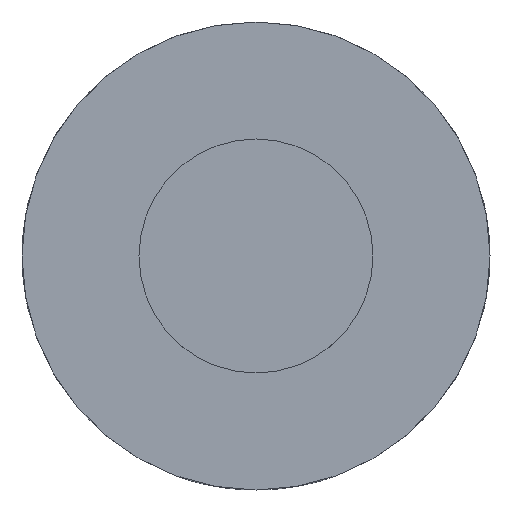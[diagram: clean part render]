
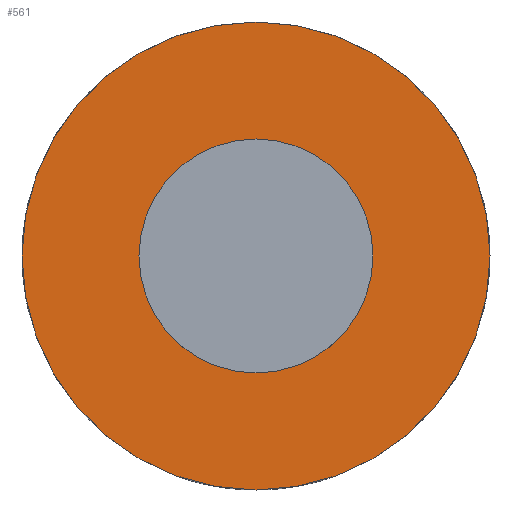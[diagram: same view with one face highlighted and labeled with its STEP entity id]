
A CAD part, front view. The second image highlights one B-rep face of the part: STEP entity #561.
In plain terms, the highlighted planar face has unit normal (0, -1, 0).
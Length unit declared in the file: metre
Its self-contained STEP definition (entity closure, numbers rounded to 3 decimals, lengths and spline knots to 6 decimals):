
#23 = EDGE_LOOP ( 'NONE', ( #154, #518 ) ) ;
#38 = DIRECTION ( 'NONE',  ( 0., 1., 0. ) ) ;
#46 = DIRECTION ( 'NONE',  ( 0., 0., 1. ) ) ;
#57 = DIRECTION ( 'NONE',  ( 0., 1., 0. ) ) ;
#84 = DIRECTION ( 'NONE',  ( 0., 1., 0. ) ) ;
#91 = AXIS2_PLACEMENT_3D ( 'NONE', #438, #57, #274 ) ;
#154 = ORIENTED_EDGE ( 'NONE', *, *, #547, .F. ) ;
#156 = CARTESIAN_POINT ( 'NONE',  ( 0., 0., 0. ) ) ;
#159 = AXIS2_PLACEMENT_3D ( 'NONE', #308, #84, #483 ) ;
#169 = EDGE_CURVE ( 'NONE', #213, #521, #455, .T. ) ;
#186 = ORIENTED_EDGE ( 'NONE', *, *, #396, .F. ) ;
#196 = DIRECTION ( 'NONE',  ( 0., 0., -1. ) ) ;
#204 = PLANE ( 'NONE',  #91 ) ;
#209 = ORIENTED_EDGE ( 'NONE', *, *, #169, .F. ) ;
#213 = VERTEX_POINT ( 'NONE', #698 ) ;
#259 = FACE_BOUND ( 'NONE', #466, .T. ) ;
#274 = DIRECTION ( 'NONE',  ( 0., 0., 1. ) ) ;
#284 = AXIS2_PLACEMENT_3D ( 'NONE', #156, #38, #46 ) ;
#308 = CARTESIAN_POINT ( 'NONE',  ( 0., 0., 0. ) ) ;
#326 = DIRECTION ( 'NONE',  ( 0., -1., 0. ) ) ;
#331 = CIRCLE ( 'NONE', #452, 0.002 ) ;
#356 = EDGE_CURVE ( 'NONE', #469, #405, #393, .T. ) ;
#357 = AXIS2_PLACEMENT_3D ( 'NONE', #685, #326, #442 ) ;
#393 = CIRCLE ( 'NONE', #159, 0.004 ) ;
#396 = EDGE_CURVE ( 'NONE', #521, #213, #331, .T. ) ;
#405 = VERTEX_POINT ( 'NONE', #544 ) ;
#438 = CARTESIAN_POINT ( 'NONE',  ( 0., 0., 0. ) ) ;
#442 = DIRECTION ( 'NONE',  ( 0., 0., -1. ) ) ;
#452 = AXIS2_PLACEMENT_3D ( 'NONE', #488, #724, #196 ) ;
#455 = CIRCLE ( 'NONE', #357, 0.002 ) ;
#466 = EDGE_LOOP ( 'NONE', ( #209, #186 ) ) ;
#469 = VERTEX_POINT ( 'NONE', #735 ) ;
#483 = DIRECTION ( 'NONE',  ( 0., 0., 1. ) ) ;
#488 = CARTESIAN_POINT ( 'NONE',  ( 0., 0., 0. ) ) ;
#508 = FACE_OUTER_BOUND ( 'NONE', #23, .T. ) ;
#518 = ORIENTED_EDGE ( 'NONE', *, *, #356, .F. ) ;
#521 = VERTEX_POINT ( 'NONE', #563 ) ;
#544 = CARTESIAN_POINT ( 'NONE',  ( 0., 0., -0.004 ) ) ;
#547 = EDGE_CURVE ( 'NONE', #405, #469, #747, .T. ) ;
#561 = ADVANCED_FACE ( 'NONE', ( #259, #508 ), #204, .F. ) ;
#563 = CARTESIAN_POINT ( 'NONE',  ( 0., 0., 0.002 ) ) ;
#685 = CARTESIAN_POINT ( 'NONE',  ( 0., 0., 0. ) ) ;
#698 = CARTESIAN_POINT ( 'NONE',  ( 0., 0., -0.002 ) ) ;
#724 = DIRECTION ( 'NONE',  ( 0., -1., 0. ) ) ;
#735 = CARTESIAN_POINT ( 'NONE',  ( 0., 0., 0.004 ) ) ;
#747 = CIRCLE ( 'NONE', #284, 0.004 ) ;
